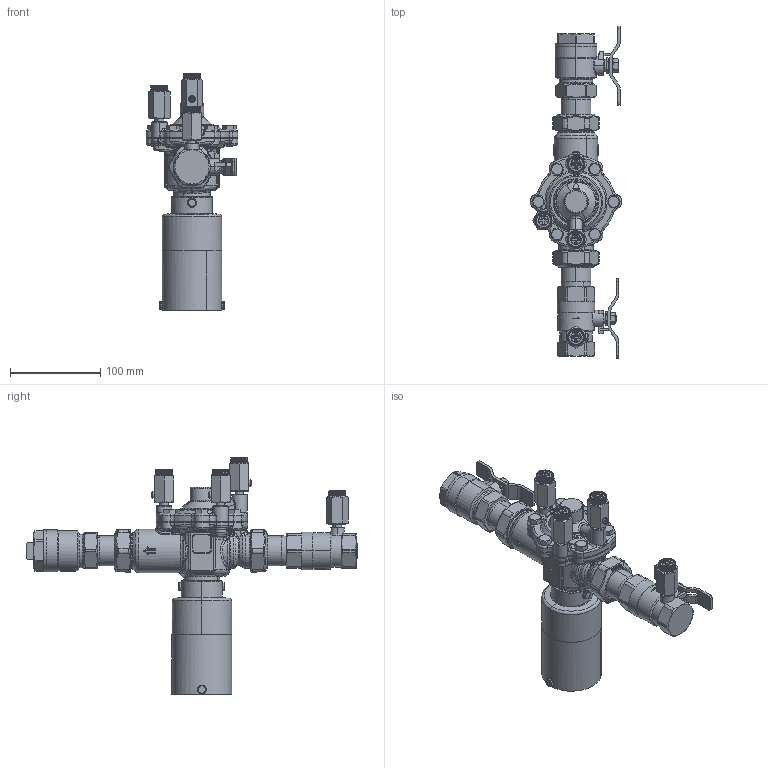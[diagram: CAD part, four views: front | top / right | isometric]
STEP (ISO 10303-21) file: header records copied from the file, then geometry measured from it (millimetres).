
FILE_DESCRIPTION(('CATIA V5 STEP Exchange','CAx-IF Rec.Pracs.--- Model Styling and Organization---1.4--- 2014-01-23','CAx-IF Rec.Pracs.---3D Tessellated Data Validation Properties---0.5---2014-09-14'),'2;1');
FILE_NAME('STEP_574006A_-_TST.stp','2020-04-23T12:51:36+00:00',('none'),('none'),'CATIA Version 5-6 Release 2019 SP3','CATIA V5 STEP AP242 v1','none');
FILE_SCHEMA(('AP242_MANAGED_MODEL_BASED_3D_ENGINEERING_MIM_LF {1 0 10303 442 1 1 4}'));
Length unit declared in the file: millimetre
Products named in the file (1): 574006A - TST
Bounding box: 101.5 x 368.43 x 263.01 mm (x, y, z)
Volume: 1229749.2 mm3; surface area: 144502.4 mm2
Topology: 1 solids, 17 shells, 5088 faces, 13391 edges, 8178 vertices
Faces by surface type: plane 1866, bspline 1680, cylinder 806, cone 302, sphere 237, torus 157, revolution 40
Entity records: 226164 total; most frequent: CARTESIAN_POINT 124947, ORIENTED_EDGE 26254, EDGE_CURVE 13127, DIRECTION 11567, VERTEX_POINT 8178, B_SPLINE_CURVE_WITH_KNOTS 5758, EDGE_LOOP 5247, ADVANCED_FACE 5088
